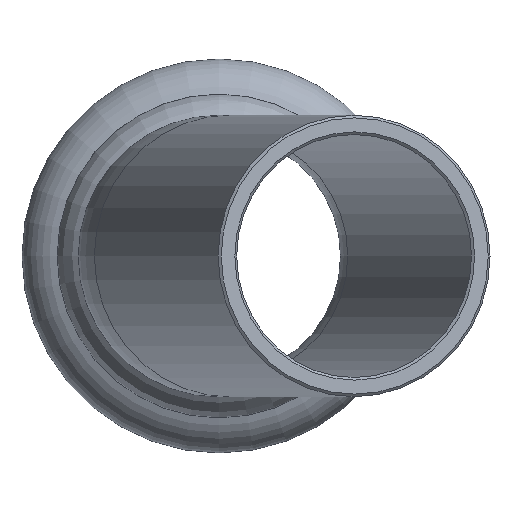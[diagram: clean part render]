
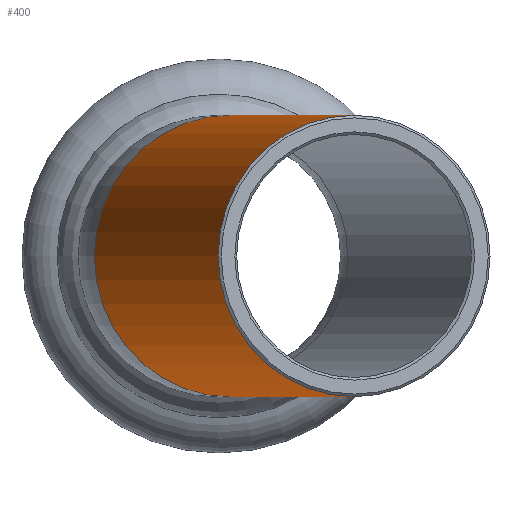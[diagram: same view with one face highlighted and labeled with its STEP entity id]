
A CAD part, left-side view. The second image highlights one B-rep face of the part: STEP entity #400.
In plain terms, the highlighted cylindrical face has radius 11 mm (diameter 22 mm), a full revolution.
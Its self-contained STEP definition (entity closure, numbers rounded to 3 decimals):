
#25=LINE('',#734,#36);
#36=VECTOR('',#587,11.);
#45=CYLINDRICAL_SURFACE('',#466,11.);
#58=FACE_OUTER_BOUND('',#78,.T.);
#78=EDGE_LOOP('',(#304,#305,#306,#307,#308,#309));
#114=CIRCLE('',#464,11.);
#115=CIRCLE('',#465,11.);
#116=CIRCLE('',#467,11.);
#117=CIRCLE('',#468,11.);
#166=VERTEX_POINT('',#724);
#167=VERTEX_POINT('',#725);
#168=VERTEX_POINT('',#730);
#169=VERTEX_POINT('',#731);
#219=EDGE_CURVE('',#166,#167,#114,.T.);
#220=EDGE_CURVE('',#167,#166,#115,.T.);
#222=EDGE_CURVE('',#168,#169,#116,.T.);
#223=EDGE_CURVE('',#169,#168,#117,.T.);
#224=EDGE_CURVE('',#169,#167,#25,.T.);
#304=ORIENTED_EDGE('',*,*,#222,.F.);
#305=ORIENTED_EDGE('',*,*,#223,.F.);
#306=ORIENTED_EDGE('',*,*,#224,.T.);
#307=ORIENTED_EDGE('',*,*,#219,.F.);
#308=ORIENTED_EDGE('',*,*,#220,.F.);
#309=ORIENTED_EDGE('',*,*,#224,.F.);
#400=ADVANCED_FACE('',(#58),#45,.T.);
#464=AXIS2_PLACEMENT_3D('',#726,#576,#577);
#465=AXIS2_PLACEMENT_3D('',#727,#578,#579);
#466=AXIS2_PLACEMENT_3D('',#729,#581,#582);
#467=AXIS2_PLACEMENT_3D('',#732,#583,#584);
#468=AXIS2_PLACEMENT_3D('',#733,#585,#586);
#576=DIRECTION('center_axis',(-0.966,-0.259,0.));
#577=DIRECTION('ref_axis',(0.259,-0.966,0.));
#578=DIRECTION('center_axis',(-0.966,-0.259,0.));
#579=DIRECTION('ref_axis',(0.259,-0.966,0.));
#581=DIRECTION('center_axis',(0.966,0.259,0.));
#582=DIRECTION('ref_axis',(-0.259,0.966,0.));
#583=DIRECTION('center_axis',(0.966,0.259,0.));
#584=DIRECTION('ref_axis',(0.,0.,-1.));
#585=DIRECTION('center_axis',(0.966,0.259,0.));
#586=DIRECTION('ref_axis',(0.,0.,-1.));
#587=DIRECTION('',(-0.966,-0.259,0.));
#724=CARTESIAN_POINT('',(-75.257,0.065,0.));
#725=CARTESIAN_POINT('',(-69.563,-21.185,0.));
#726=CARTESIAN_POINT('Origin',(-72.41,-10.56,0.));
#727=CARTESIAN_POINT('Origin',(-72.41,-10.56,0.));
#729=CARTESIAN_POINT('Origin',(-54.455,-5.749,0.));
#730=CARTESIAN_POINT('',(-36.306,-0.886,-11.));
#731=CARTESIAN_POINT('',(-33.459,-11.511,0.));
#732=CARTESIAN_POINT('Origin',(-36.306,-0.886,0.));
#733=CARTESIAN_POINT('Origin',(-36.306,-0.886,0.));
#734=CARTESIAN_POINT('',(-51.608,-16.374,0.));
